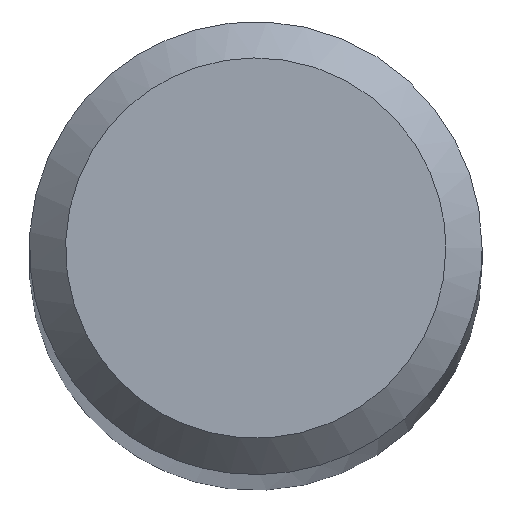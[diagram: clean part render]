
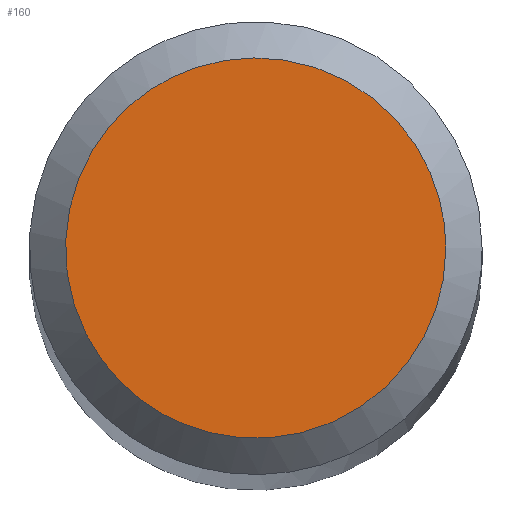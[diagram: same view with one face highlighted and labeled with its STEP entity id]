
A CAD part, top view. The second image highlights one B-rep face of the part: STEP entity #160.
In plain terms, the highlighted free-form (B-spline) face has degree [1, 1] with [2, 2] control points.
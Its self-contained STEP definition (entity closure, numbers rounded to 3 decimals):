
#123 = EDGE_CURVE('',#124,#124,#126,.T.);
#124 = VERTEX_POINT('',#125);
#125 = CARTESIAN_POINT('',(5.863,0.,0.));
#126 = ( BOUNDED_CURVE() B_SPLINE_CURVE(2,(#127,#128,#129,#130,#131,#132
,#133),.UNSPECIFIED.,.T.,.F.) B_SPLINE_CURVE_WITH_KNOTS((3,2,2,3),(
    3.142,5.236,7.33,9.425),
.PIECEWISE_BEZIER_KNOTS.) CURVE() GEOMETRIC_REPRESENTATION_ITEM() 
RATIONAL_B_SPLINE_CURVE((1.,0.5,1.,0.5,1.,0.5,1.)) REPRESENTATION_ITEM(
  '') );
#127 = CARTESIAN_POINT('',(5.863,0.,0.));
#128 = CARTESIAN_POINT('',(5.863,-10.156,0.));
#129 = CARTESIAN_POINT('',(-2.932,-5.078,0.));
#130 = CARTESIAN_POINT('',(-11.727,0.,0.));
#131 = CARTESIAN_POINT('',(-2.932,5.078,0.));
#132 = CARTESIAN_POINT('',(5.863,10.156,0.));
#133 = CARTESIAN_POINT('',(5.863,0.,0.));
#160 = ADVANCED_FACE('',(#161),#164,.F.);
#161 = FACE_BOUND('',#162,.T.);
#162 = EDGE_LOOP('',(#163));
#163 = ORIENTED_EDGE('',*,*,#123,.F.);
#164 = B_SPLINE_SURFACE_WITH_KNOTS('',1,1,(
    (#165,#166)
    ,(#167,#168
    )),.UNSPECIFIED.,.F.,.F.,.F.,(2,2),(2,2),(-5.334,5.334),(-5.334,
    5.334),.PIECEWISE_BEZIER_KNOTS.);
#165 = CARTESIAN_POINT('',(5.863,-5.863,0.));
#166 = CARTESIAN_POINT('',(5.863,5.863,0.));
#167 = CARTESIAN_POINT('',(-5.863,-5.863,0.));
#168 = CARTESIAN_POINT('',(-5.863,5.863,0.));
